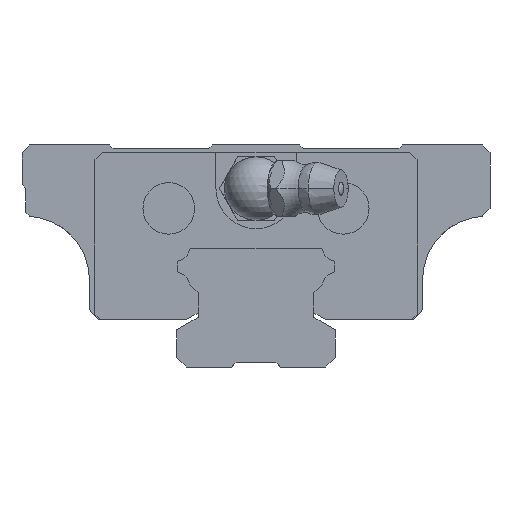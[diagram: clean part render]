
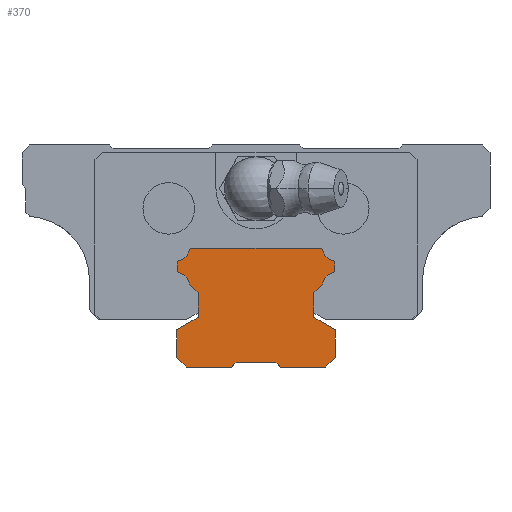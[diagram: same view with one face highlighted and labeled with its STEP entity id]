
A CAD part, front view. The second image highlights one B-rep face of the part: STEP entity #370.
In plain terms, the highlighted planar face has unit normal (0, -1, 0).
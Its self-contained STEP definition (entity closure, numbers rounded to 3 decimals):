
#370=ADVANCED_FACE('',(#794),#795,.T.);
#794=FACE_OUTER_BOUND('',#1290,.T.);
#795=PLANE('',#1291);
#1290=EDGE_LOOP('',(#2957,#2958,#2959,#2960,#2961,#2962,#2963,#2964,#2965,#2966,#2967,#2968,#2969,#2970,#2971,#2972,#2973,#2974,#2975,#2976,#2977,#2978,#2979,#2980,#2981,#2982,#2983,#2984));
#1291=AXIS2_PLACEMENT_3D('',#2985,#2986,#2987);
#2957=ORIENTED_EDGE('',*,*,#3467,.T.);
#2958=ORIENTED_EDGE('',*,*,#3525,.T.);
#2959=ORIENTED_EDGE('',*,*,#3498,.T.);
#2960=ORIENTED_EDGE('',*,*,#3568,.T.);
#2961=ORIENTED_EDGE('',*,*,#3491,.F.);
#2962=ORIENTED_EDGE('',*,*,#3495,.F.);
#2963=ORIENTED_EDGE('',*,*,#3558,.T.);
#2964=ORIENTED_EDGE('',*,*,#3569,.T.);
#2965=ORIENTED_EDGE('',*,*,#3548,.T.);
#2966=ORIENTED_EDGE('',*,*,#3521,.F.);
#2967=ORIENTED_EDGE('',*,*,#3562,.T.);
#2968=ORIENTED_EDGE('',*,*,#3487,.F.);
#2969=ORIENTED_EDGE('',*,*,#3560,.F.);
#2970=ORIENTED_EDGE('',*,*,#3551,.F.);
#2971=ORIENTED_EDGE('',*,*,#3473,.F.);
#2972=ORIENTED_EDGE('',*,*,#3570,.F.);
#2973=ORIENTED_EDGE('',*,*,#3481,.F.);
#2974=ORIENTED_EDGE('',*,*,#3459,.F.);
#2975=ORIENTED_EDGE('',*,*,#3455,.T.);
#2976=ORIENTED_EDGE('',*,*,#3462,.F.);
#2977=ORIENTED_EDGE('',*,*,#3541,.T.);
#2978=ORIENTED_EDGE('',*,*,#3508,.F.);
#2979=ORIENTED_EDGE('',*,*,#3518,.F.);
#2980=ORIENTED_EDGE('',*,*,#3564,.F.);
#2981=ORIENTED_EDGE('',*,*,#3543,.F.);
#2982=ORIENTED_EDGE('',*,*,#3554,.T.);
#2983=ORIENTED_EDGE('',*,*,#3530,.T.);
#2984=ORIENTED_EDGE('',*,*,#3527,.F.);
#2985=CARTESIAN_POINT('',(10.145,-110.0,14.545));
#2986=DIRECTION('',(0.0,-1.0,0.0));
#2987=DIRECTION('',(0.0,0.0,-1.0));
#3455=EDGE_CURVE('',#4311,#4312,#4313,.T.);
#3459=EDGE_CURVE('',#4311,#4319,#4320,.T.);
#3462=EDGE_CURVE('',#4324,#4312,#4325,.T.);
#3467=EDGE_CURVE('',#4334,#4332,#4335,.T.);
#3473=EDGE_CURVE('',#4345,#4346,#4347,.T.);
#3481=EDGE_CURVE('',#4319,#4357,#4358,.T.);
#3487=EDGE_CURVE('',#4367,#4368,#4369,.T.);
#3491=EDGE_CURVE('',#4375,#4376,#4377,.T.);
#3495=EDGE_CURVE('',#4383,#4375,#4384,.T.);
#3498=EDGE_CURVE('',#4388,#4389,#4390,.T.);
#3508=EDGE_CURVE('',#4402,#4403,#4404,.T.);
#3518=EDGE_CURVE('',#4416,#4402,#4417,.T.);
#3521=EDGE_CURVE('',#4421,#4422,#4423,.T.);
#3525=EDGE_CURVE('',#4332,#4388,#4429,.T.);
#3527=EDGE_CURVE('',#4334,#4431,#4432,.T.);
#3530=EDGE_CURVE('',#4436,#4431,#4437,.T.);
#3541=EDGE_CURVE('',#4324,#4403,#4453,.T.);
#3543=EDGE_CURVE('',#4455,#4456,#4457,.T.);
#3548=EDGE_CURVE('',#4464,#4422,#4465,.T.);
#3551=EDGE_CURVE('',#4346,#4468,#4469,.T.);
#3554=EDGE_CURVE('',#4455,#4436,#4473,.T.);
#3558=EDGE_CURVE('',#4383,#4476,#4478,.T.);
#3560=EDGE_CURVE('',#4468,#4367,#4480,.T.);
#3562=EDGE_CURVE('',#4421,#4368,#4482,.T.);
#3564=EDGE_CURVE('',#4456,#4416,#4484,.T.);
#3568=EDGE_CURVE('',#4389,#4376,#4488,.T.);
#3569=EDGE_CURVE('',#4476,#4464,#4489,.T.);
#3570=EDGE_CURVE('',#4357,#4345,#4490,.T.);
#4311=VERTEX_POINT('',#5697);
#4312=VERTEX_POINT('',#5698);
#4313=LINE('',#5699,#5700);
#4319=VERTEX_POINT('',#5709);
#4320=LINE('',#5710,#5711);
#4324=VERTEX_POINT('',#5717);
#4325=CIRCLE('',#5718,1.8);
#4332=VERTEX_POINT('',#5727);
#4334=VERTEX_POINT('',#5730);
#4335=LINE('',#5731,#5732);
#4345=VERTEX_POINT('',#5746);
#4346=VERTEX_POINT('',#5747);
#4347=LINE('',#5748,#5749);
#4357=VERTEX_POINT('',#5762);
#4358=LINE('',#5763,#5764);
#4367=VERTEX_POINT('',#5777);
#4368=VERTEX_POINT('',#5778);
#4369=LINE('',#5779,#5780);
#4375=VERTEX_POINT('',#5789);
#4376=VERTEX_POINT('',#5790);
#4377=LINE('',#5791,#5792);
#4383=VERTEX_POINT('',#5801);
#4384=LINE('',#5802,#5803);
#4388=VERTEX_POINT('',#5809);
#4389=VERTEX_POINT('',#5810);
#4390=LINE('',#5811,#5812);
#4402=VERTEX_POINT('',#5827);
#4403=VERTEX_POINT('',#5828);
#4404=LINE('',#5829,#5830);
#4416=VERTEX_POINT('',#5845);
#4417=LINE('',#5846,#5847);
#4421=VERTEX_POINT('',#5853);
#4422=VERTEX_POINT('',#5854);
#4423=LINE('',#5855,#5856);
#4429=LINE('',#5865,#5866);
#4431=VERTEX_POINT('',#5869);
#4432=CIRCLE('',#5870,1.8);
#4436=VERTEX_POINT('',#5875);
#4437=LINE('',#5876,#5877);
#4453=LINE('',#5897,#5898);
#4455=VERTEX_POINT('',#5901);
#4456=VERTEX_POINT('',#5902);
#4457=LINE('',#5903,#5904);
#4464=VERTEX_POINT('',#5915);
#4465=LINE('',#5916,#5917);
#4468=VERTEX_POINT('',#5922);
#4469=LINE('',#5923,#5924);
#4473=LINE('',#5930,#5931);
#4476=VERTEX_POINT('',#5936);
#4478=LINE('',#5939,#5940);
#4480=LINE('',#5943,#5944);
#4482=LINE('',#5947,#5948);
#4484=CIRCLE('',#5951,1.8);
#4488=LINE('',#5956,#5957);
#4489=LINE('',#5958,#5959);
#4490=CIRCLE('',#5960,1.8);
#5697=CARTESIAN_POINT('',(9.93,-110.0,12.674));
#5698=CARTESIAN_POINT('',(9.832,-110.0,12.772));
#5699=CARTESIAN_POINT('',(9.93,-110.0,12.674));
#5700=VECTOR('',#6626,1000.0);
#5709=CARTESIAN_POINT('',(9.93,-110.0,11.426));
#5710=CARTESIAN_POINT('',(9.93,-110.0,12.674));
#5711=VECTOR('',#6630,1000.0);
#5717=CARTESIAN_POINT('',(8.372,-110.0,14.232));
#5718=AXIS2_PLACEMENT_3D('',#6633,#6634,#6635);
#5727=CARTESIAN_POINT('',(-7.3,-110.0,8.796));
#5730=CARTESIAN_POINT('',(-8.372,-110.0,9.868));
#5731=CARTESIAN_POINT('',(-8.372,-110.0,9.868));
#5732=VECTOR('',#6642,1000.0);
#5746=CARTESIAN_POINT('',(8.372,-110.0,9.868));
#5747=CARTESIAN_POINT('',(7.3,-110.0,8.796));
#5748=CARTESIAN_POINT('',(8.372,-110.0,9.868));
#5749=VECTOR('',#6650,1000.0);
#5762=CARTESIAN_POINT('',(9.832,-110.0,11.328));
#5763=CARTESIAN_POINT('',(9.93,-110.0,11.426));
#5764=VECTOR('',#6666,1000.0);
#5777=CARTESIAN_POINT('',(10.0,-110.0,4.1));
#5778=CARTESIAN_POINT('',(10.0,-110.0,0.6));
#5779=CARTESIAN_POINT('',(10.0,-110.0,4.1));
#5780=VECTOR('',#6674,1000.0);
#5789=CARTESIAN_POINT('',(-8.8,-110.0,-0.6));
#5790=CARTESIAN_POINT('',(-10.0,-110.0,0.6));
#5791=CARTESIAN_POINT('',(-8.8,-110.0,-0.6));
#5792=VECTOR('',#6678,1000.0);
#5801=CARTESIAN_POINT('',(-3.1,-110.0,-0.6));
#5802=CARTESIAN_POINT('',(-3.1,-110.0,-0.6));
#5803=VECTOR('',#6682,1000.0);
#5809=CARTESIAN_POINT('',(-7.3,-110.0,5.659));
#5810=CARTESIAN_POINT('',(-10.0,-110.0,4.1));
#5811=CARTESIAN_POINT('',(-7.3,-110.0,5.659));
#5812=VECTOR('',#6685,1000.0);
#5827=CARTESIAN_POINT('',(-8.204,-110.0,14.4));
#5828=CARTESIAN_POINT('',(8.204,-110.0,14.4));
#5829=CARTESIAN_POINT('',(10.145,-110.0,14.4));
#5830=VECTOR('',#6707,1000.0);
#5845=CARTESIAN_POINT('',(-8.372,-110.0,14.232));
#5846=CARTESIAN_POINT('',(-8.372,-110.0,14.232));
#5847=VECTOR('',#6729,1000.0);
#5853=CARTESIAN_POINT('',(8.8,-110.0,-0.6));
#5854=CARTESIAN_POINT('',(3.1,-110.0,-0.6));
#5855=CARTESIAN_POINT('',(8.8,-110.0,-0.6));
#5856=VECTOR('',#6732,1000.0);
#5865=CARTESIAN_POINT('',(-7.3,-110.0,6.236));
#5866=VECTOR('',#6736,1000.0);
#5869=CARTESIAN_POINT('',(-9.832,-110.0,11.328));
#5870=AXIS2_PLACEMENT_3D('',#6738,#6739,#6740);
#5875=CARTESIAN_POINT('',(-9.93,-110.0,11.426));
#5876=CARTESIAN_POINT('',(-9.93,-110.0,11.426));
#5877=VECTOR('',#6745,1000.0);
#5897=CARTESIAN_POINT('',(8.372,-110.0,14.232));
#5898=VECTOR('',#6768,1000.0);
#5901=CARTESIAN_POINT('',(-9.93,-110.0,12.674));
#5902=CARTESIAN_POINT('',(-9.832,-110.0,12.772));
#5903=CARTESIAN_POINT('',(-9.93,-110.0,12.674));
#5904=VECTOR('',#6770,1000.0);
#5915=CARTESIAN_POINT('',(2.5,-110.0,0.0));
#5916=CARTESIAN_POINT('',(2.5,-110.0,0.0));
#5917=VECTOR('',#6775,1000.0);
#5922=CARTESIAN_POINT('',(7.3,-110.0,5.659));
#5923=CARTESIAN_POINT('',(7.3,-110.0,6.236));
#5924=VECTOR('',#6778,1000.0);
#5930=CARTESIAN_POINT('',(-9.93,-110.0,12.674));
#5931=VECTOR('',#6781,1000.0);
#5936=CARTESIAN_POINT('',(-2.5,-110.0,0.0));
#5939=CARTESIAN_POINT('',(-3.1,-110.0,-0.6));
#5940=VECTOR('',#6785,1000.0);
#5943=CARTESIAN_POINT('',(7.3,-110.0,5.659));
#5944=VECTOR('',#6787,1000.0);
#5947=CARTESIAN_POINT('',(8.8,-110.0,-0.6));
#5948=VECTOR('',#6789,1000.0);
#5951=AXIS2_PLACEMENT_3D('',#6791,#6792,#6793);
#5956=CARTESIAN_POINT('',(-10.0,-110.0,4.1));
#5957=VECTOR('',#6801,1000.0);
#5958=CARTESIAN_POINT('',(-2.5,-110.0,0.0));
#5959=VECTOR('',#6802,1000.0);
#5960=AXIS2_PLACEMENT_3D('',#6803,#6804,#6805);
#6626=DIRECTION('',(-0.707,0.0,0.707));
#6630=DIRECTION('',(0.0,0.0,-1.0));
#6633=CARTESIAN_POINT('',(10.145,-110.0,14.545));
#6634=DIRECTION('',(0.0,-1.0,0.0));
#6635=DIRECTION('',(1.0,0.0,0.0));
#6642=DIRECTION('',(0.707,0.0,-0.707));
#6650=DIRECTION('',(-0.707,0.0,-0.707));
#6666=DIRECTION('',(-0.707,0.0,-0.707));
#6674=DIRECTION('',(0.0,0.0,-1.0));
#6678=DIRECTION('',(-0.707,0.0,0.707));
#6682=DIRECTION('',(-1.0,0.0,0.0));
#6685=DIRECTION('',(-0.866,0.0,-0.5));
#6707=DIRECTION('',(1.0,0.0,0.0));
#6729=DIRECTION('',(0.707,0.0,0.707));
#6732=DIRECTION('',(-1.0,0.0,0.0));
#6736=DIRECTION('',(0.0,0.0,-1.0));
#6738=CARTESIAN_POINT('',(-10.145,-110.0,9.555));
#6739=DIRECTION('',(0.0,-1.0,0.0));
#6740=DIRECTION('',(1.0,0.0,0.0));
#6745=DIRECTION('',(0.707,0.0,-0.707));
#6768=DIRECTION('',(-0.707,0.0,0.707));
#6770=DIRECTION('',(0.707,0.0,0.707));
#6775=DIRECTION('',(0.707,0.0,-0.707));
#6778=DIRECTION('',(0.0,0.0,-1.0));
#6781=DIRECTION('',(0.0,0.0,-1.0));
#6785=DIRECTION('',(0.707,0.0,0.707));
#6787=DIRECTION('',(0.866,0.0,-0.5));
#6789=DIRECTION('',(0.707,0.0,0.707));
#6791=CARTESIAN_POINT('',(-10.145,-110.0,14.545));
#6792=DIRECTION('',(0.0,-1.0,0.0));
#6793=DIRECTION('',(1.0,0.0,0.0));
#6801=DIRECTION('',(0.0,0.0,-1.0));
#6802=DIRECTION('',(1.0,0.0,0.0));
#6803=CARTESIAN_POINT('',(10.145,-110.0,9.555));
#6804=DIRECTION('',(0.0,-1.0,0.0));
#6805=DIRECTION('',(1.0,0.0,0.0));
